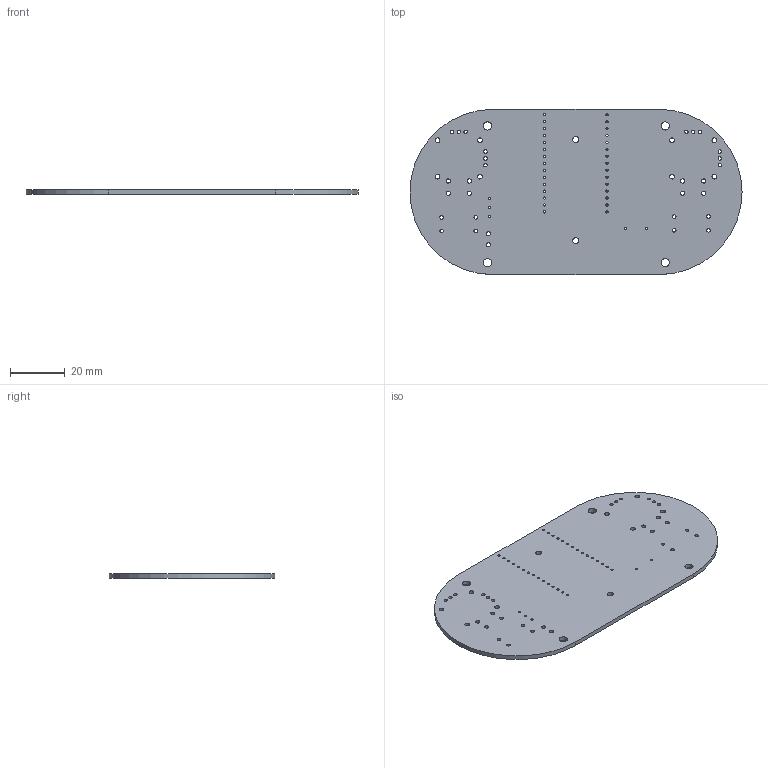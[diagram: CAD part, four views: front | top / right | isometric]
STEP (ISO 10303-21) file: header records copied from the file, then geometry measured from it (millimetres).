
FILE_DESCRIPTION(('KiCad electronic assembly'),'2;1');
FILE_NAME('Remote improved.step','2024-11-25T15:11:17',('Pcbnew'),( 'Kicad'),'Open CASCADE STEP processor 7.8','KiCad to STEP converter' ,'Unknown');
FILE_SCHEMA(('AUTOMOTIVE_DESIGN { 1 0 10303 214 1 1 1 1 }'));
Length unit declared in the file: millimetre
Products named in the file (2): Remote improved 1; _autosave-Remote improved_PCB
Assembly tree (1 placements, depth 2):
  Remote improved 1
    _autosave-Remote improved_PCB
Bounding box: 121.45 x 60.45 x 1.6 mm (x, y, z)
Volume: 10306.8 mm3; surface area: 13880.3 mm2
Topology: 1 solids, 1 shells, 85 faces, 249 edges, 166 vertices
Faces by surface type: cylinder 81, plane 4
Full cylindrical faces by diameter (mm): 0.762 x2, 0.8 x30, 0.9 x3, 1.25 x12, 1.3 x8, 1.5 x10, 1.75 x8, 2.2 x2, 3 x4
Entity records: 3278 total; most frequent: DIRECTION 585, CARTESIAN_POINT 502, ORIENTED_EDGE 498, AXIS2_PLACEMENT_3D 249, EDGE_CURVE 249, FACE_BOUND 243, EDGE_LOOP 243, VERTEX_POINT 166
